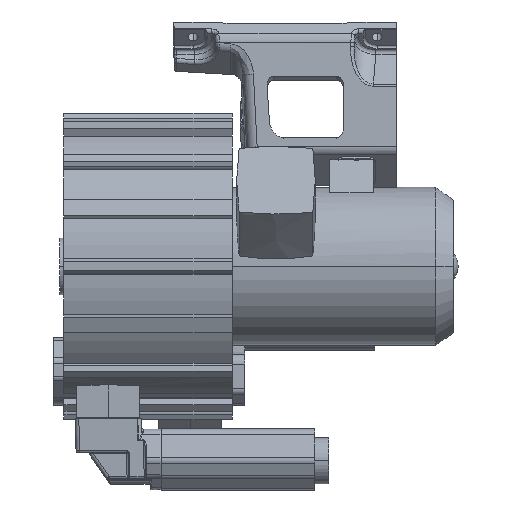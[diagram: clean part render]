
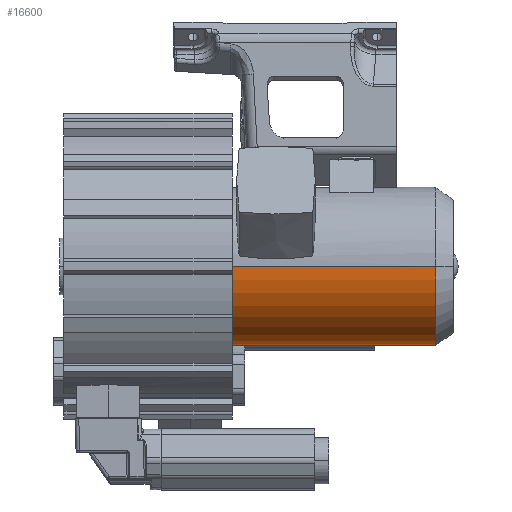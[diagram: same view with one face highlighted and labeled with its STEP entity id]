
A CAD part, left-side view. The second image highlights one B-rep face of the part: STEP entity #16600.
In plain terms, the highlighted cylindrical face has radius 112.5 mm (diameter 225 mm), a partial arc.
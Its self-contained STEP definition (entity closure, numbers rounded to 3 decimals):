
#1955=CARTESIAN_POINT('',(0.,-195.6,0.));
#1956=DIRECTION('',(0.,-1.,0.));
#1957=DIRECTION('',(-1.,0.,0.));
#1958=AXIS2_PLACEMENT_3D('',#1955,#1956,#1957);
#4162=DIRECTION('',(0.,-1.,0.));
#4163=VECTOR('',#4162,45.622);
#4164=CARTESIAN_POINT('',(112.5,-289.075,0.));
#4165=LINE('',#4164,#4163);
#4180=DIRECTION('',(0.,-1.,0.));
#4181=VECTOR('',#4180,88.86);
#4182=CARTESIAN_POINT('',(112.5,-396.64,0.));
#4183=LINE('',#4182,#4181);
#4189=DIRECTION('',(0.,-1.,0.));
#4190=VECTOR('',#4189,23.373);
#4191=CARTESIAN_POINT('',(112.5,-195.6,0.));
#4192=LINE('',#4191,#4190);
#4285=DIRECTION('',(0.,-1.,0.));
#4286=VECTOR('',#4285,70.103);
#4287=CARTESIAN_POINT('',(104.888,-218.973,
-40.68));
#4288=LINE('',#4287,#4286);
#4289=CARTESIAN_POINT('',(0.,-218.973,0.));
#4290=DIRECTION('',(0.,-1.,0.));
#4291=DIRECTION('',(0.932,0.,-0.362));
#4292=AXIS2_PLACEMENT_3D('',#4289,#4290,#4291);
#4294=DIRECTION('',(0.,-1.,0.));
#4295=VECTOR('',#4294,289.9);
#4296=CARTESIAN_POINT('',(-112.5,-195.6,0.));
#4297=LINE('',#4296,#4295);
#4298=CARTESIAN_POINT('',(0.,-485.5,0.));
#4299=DIRECTION('',(0.,-1.,0.));
#4300=DIRECTION('',(-1.,0.,0.));
#4301=AXIS2_PLACEMENT_3D('',#4298,#4299,#4300);
#4303=CARTESIAN_POINT('',(0.,-396.64,0.));
#4304=DIRECTION('',(0.,-1.,0.));
#4305=DIRECTION('',(0.932,0.,-0.362));
#4306=AXIS2_PLACEMENT_3D('',#4303,#4304,#4305);
#4308=DIRECTION('',(0.,-1.,0.));
#4309=VECTOR('',#4308,61.942);
#4310=CARTESIAN_POINT('',(104.888,-334.697,
-40.68));
#4311=LINE('',#4310,#4309);
#4312=CARTESIAN_POINT('',(0.,-334.697,0.));
#4313=DIRECTION('',(0.,-1.,0.));
#4314=DIRECTION('',(0.932,0.,-0.362));
#4315=AXIS2_PLACEMENT_3D('',#4312,#4313,#4314);
#4317=CARTESIAN_POINT('',(0.,-289.075,0.));
#4318=DIRECTION('',(0.,-1.,0.));
#4319=DIRECTION('',(0.932,0.,-0.362));
#4320=AXIS2_PLACEMENT_3D('',#4317,#4318,#4319);
#9989=CARTESIAN_POINT('',(112.5,-195.6,0.));
#9990=CARTESIAN_POINT('',(-112.5,-195.6,0.));
#9991=VERTEX_POINT('',#9989);
#9992=VERTEX_POINT('',#9990);
#11015=CARTESIAN_POINT('',(112.5,-485.5,0.));
#11016=CARTESIAN_POINT('',(-112.5,-485.5,0.));
#11017=VERTEX_POINT('',#11015);
#11018=VERTEX_POINT('',#11016);
#11043=CARTESIAN_POINT('',(112.5,-289.075,0.));
#11045=VERTEX_POINT('',#11043);
#11049=CARTESIAN_POINT('',(112.5,-218.973,0.));
#11050=VERTEX_POINT('',#11049);
#11051=CARTESIAN_POINT('',(112.5,-396.64,0.));
#11053=VERTEX_POINT('',#11051);
#11057=CARTESIAN_POINT('',(112.5,-334.697,0.));
#11058=VERTEX_POINT('',#11057);
#11075=CARTESIAN_POINT('',(104.888,-218.973,
-40.68));
#11076=CARTESIAN_POINT('',(104.888,-289.075,
-40.68));
#11077=VERTEX_POINT('',#11075);
#11078=VERTEX_POINT('',#11076);
#11079=CARTESIAN_POINT('',(104.888,-334.697,
-40.68));
#11080=CARTESIAN_POINT('',(104.888,-396.64,
-40.68));
#11081=VERTEX_POINT('',#11079);
#11082=VERTEX_POINT('',#11080);
#16576=CARTESIAN_POINT('',(0.,-195.6,0.));
#16577=DIRECTION('',(0.,-1.,0.));
#16578=DIRECTION('',(1.,0.,0.));
#16579=AXIS2_PLACEMENT_3D('',#16576,#16577,#16578);
#16580=CYLINDRICAL_SURFACE('',#16579,112.5);
#16581=ORIENTED_EDGE('',*,*,#13002,.F.);
#16583=ORIENTED_EDGE('',*,*,#16582,.T.);
#16584=ORIENTED_EDGE('',*,*,#16522,.F.);
#16585=ORIENTED_EDGE('',*,*,#13259,.F.);
#16586=ORIENTED_EDGE('',*,*,#16519,.T.);
#16588=ORIENTED_EDGE('',*,*,#16587,.T.);
#16589=ORIENTED_EDGE('',*,*,#16515,.F.);
#16591=ORIENTED_EDGE('',*,*,#16590,.F.);
#16593=ORIENTED_EDGE('',*,*,#16592,.F.);
#16595=ORIENTED_EDGE('',*,*,#16594,.T.);
#16596=ORIENTED_EDGE('',*,*,#16507,.F.);
#16597=ORIENTED_EDGE('',*,*,#16566,.F.);
#16598=EDGE_LOOP('',(#16581,#16583,#16584,#16585,#16586,#16588,#16589,#16591,
#16593,#16595,#16596,#16597));
#16599=FACE_OUTER_BOUND('',#16598,.F.);
#16600=ADVANCED_FACE('',(#16599),#16580,.T.);
#1959=CIRCLE('',#1958,112.5);
#4293=CIRCLE('',#4292,112.5);
#4302=CIRCLE('',#4301,112.5);
#4307=CIRCLE('',#4306,112.5);
#4316=CIRCLE('',#4315,112.5);
#4321=CIRCLE('',#4320,112.5);
#13002=EDGE_CURVE('',#11077,#11078,#4288,.T.);
#13259=EDGE_CURVE('',#9992,#9991,#1959,.T.);
#16507=EDGE_CURVE('',#11045,#11058,#4165,.T.);
#16515=EDGE_CURVE('',#11053,#11017,#4183,.T.);
#16519=EDGE_CURVE('',#9992,#11018,#4297,.T.);
#16522=EDGE_CURVE('',#9991,#11050,#4192,.T.);
#16566=EDGE_CURVE('',#11078,#11045,#4321,.T.);
#16582=EDGE_CURVE('',#11077,#11050,#4293,.T.);
#16587=EDGE_CURVE('',#11018,#11017,#4302,.T.);
#16590=EDGE_CURVE('',#11082,#11053,#4307,.T.);
#16592=EDGE_CURVE('',#11081,#11082,#4311,.T.);
#16594=EDGE_CURVE('',#11081,#11058,#4316,.T.);
